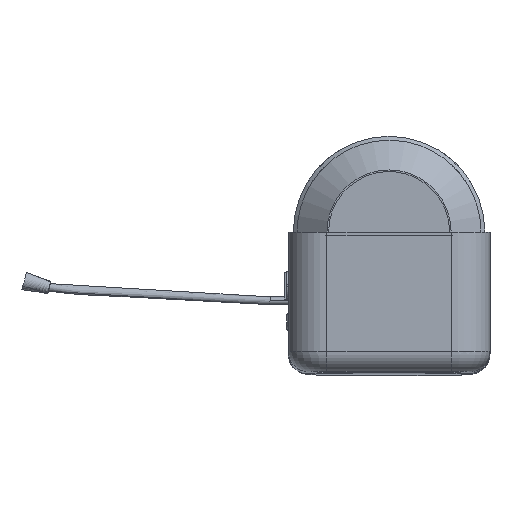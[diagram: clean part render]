
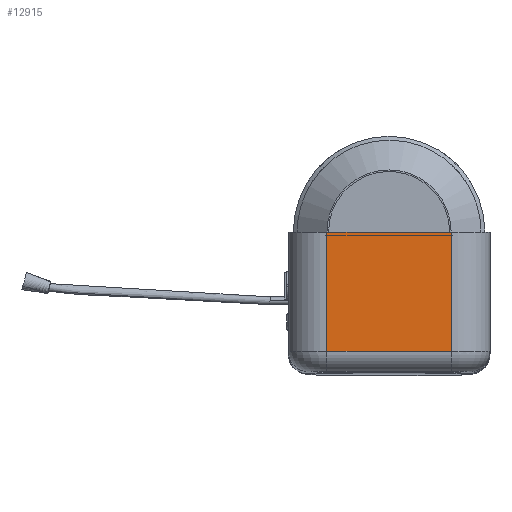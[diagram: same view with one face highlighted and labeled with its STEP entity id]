
A CAD part, top view. The second image highlights one B-rep face of the part: STEP entity #12915.
In plain terms, the highlighted planar face has unit normal (0, 0, 1).
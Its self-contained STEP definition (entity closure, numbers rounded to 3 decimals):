
#530 = PLANE ( 'NONE',  #18000 ) ;
#1363 = ORIENTED_EDGE ( 'NONE', *, *, #14407, .F. ) ;
#1724 = EDGE_CURVE ( 'NONE', #5681, #22184, #18413, .T. ) ;
#2914 = ORIENTED_EDGE ( 'NONE', *, *, #12964, .T. ) ;
#4414 = CARTESIAN_POINT ( 'NONE',  ( 24., 54., 314. ) ) ;
#5030 = DIRECTION ( 'NONE',  ( 0., -1., 0. ) ) ;
#5205 = DIRECTION ( 'NONE',  ( 1., 0., 0. ) ) ;
#5384 = CARTESIAN_POINT ( 'NONE',  ( 24., 8., 314. ) ) ;
#5681 = VERTEX_POINT ( 'NONE', #12831 ) ;
#5686 = LINE ( 'NONE', #13007, #9346 ) ;
#7774 = CARTESIAN_POINT ( 'NONE',  ( -24., 54., 314. ) ) ;
#8708 = VERTEX_POINT ( 'NONE', #22488 ) ;
#9346 = VECTOR ( 'NONE', #21965, 1000. ) ;
#9606 = DIRECTION ( 'NONE',  ( -1., 0., 0. ) ) ;
#9905 = VECTOR ( 'NONE', #5205, 1000. ) ;
#10754 = FACE_OUTER_BOUND ( 'NONE', #15774, .T. ) ;
#10970 = LINE ( 'NONE', #21508, #20053 ) ;
#11467 = ORIENTED_EDGE ( 'NONE', *, *, #14957, .F. ) ;
#11784 = LINE ( 'NONE', #4414, #22810 ) ;
#12831 = CARTESIAN_POINT ( 'NONE',  ( -24., 8., 314. ) ) ;
#12915 = ADVANCED_FACE ( 'NONE', ( #10754 ), #530, .F. ) ;
#12964 = EDGE_CURVE ( 'NONE', #19439, #5681, #5686, .T. ) ;
#13007 = CARTESIAN_POINT ( 'NONE',  ( -24., 54., 314. ) ) ;
#14407 = EDGE_CURVE ( 'NONE', #19439, #8708, #10970, .T. ) ;
#14957 = EDGE_CURVE ( 'NONE', #8708, #22184, #11784, .T. ) ;
#15774 = EDGE_LOOP ( 'NONE', ( #2914, #19467, #11467, #1363 ) ) ;
#16119 = DIRECTION ( 'NONE',  ( 1., 0., 0. ) ) ;
#16880 = DIRECTION ( 'NONE',  ( 0., 0., -1. ) ) ;
#17994 = CARTESIAN_POINT ( 'NONE',  ( -24., 54., 314. ) ) ;
#18000 = AXIS2_PLACEMENT_3D ( 'NONE', #7774, #16880, #9606 ) ;
#18413 = LINE ( 'NONE', #21417, #9905 ) ;
#19439 = VERTEX_POINT ( 'NONE', #17994 ) ;
#19467 = ORIENTED_EDGE ( 'NONE', *, *, #1724, .T. ) ;
#20053 = VECTOR ( 'NONE', #16119, 1000. ) ;
#21417 = CARTESIAN_POINT ( 'NONE',  ( 24., 8., 314. ) ) ;
#21508 = CARTESIAN_POINT ( 'NONE',  ( -24., 54., 314. ) ) ;
#21965 = DIRECTION ( 'NONE',  ( 0., -1., 0. ) ) ;
#22184 = VERTEX_POINT ( 'NONE', #5384 ) ;
#22488 = CARTESIAN_POINT ( 'NONE',  ( 24., 54., 314. ) ) ;
#22810 = VECTOR ( 'NONE', #5030, 1000. ) ;
